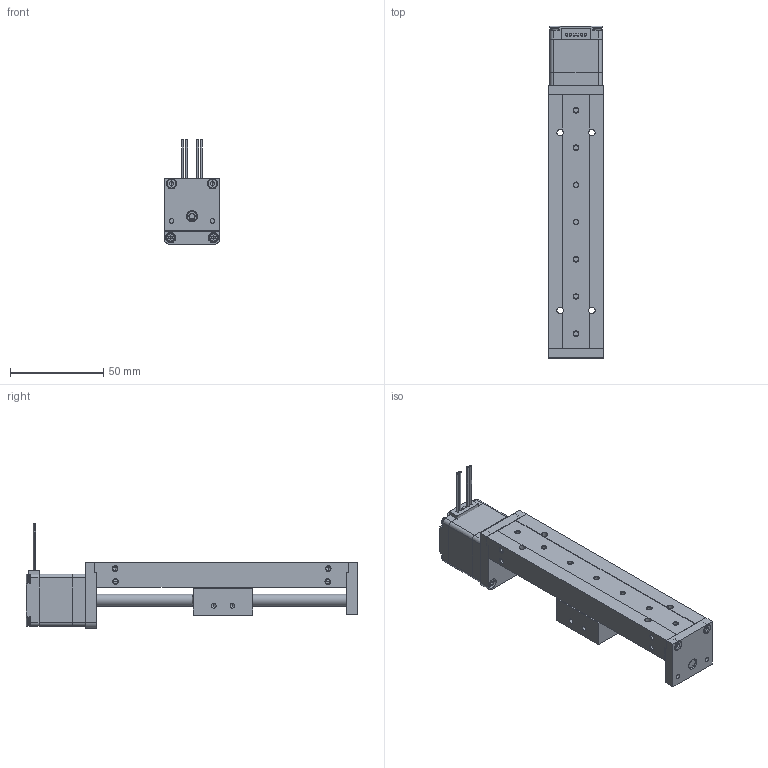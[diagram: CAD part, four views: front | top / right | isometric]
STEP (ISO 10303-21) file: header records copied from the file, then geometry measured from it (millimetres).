
FILE_DESCRIPTION (( 'STEP AP203' ), '1' );
FILE_NAME ('28MZ232-0674AST6.35X6.35X100.STEP', '2022-10-21T09:32:33', ( '' ), ( '' ), 'SwSTEP 2.0', 'SolidWorks 2020', '' );
FILE_SCHEMA (( 'CONFIG_CONTROL_DESIGN' ));
Length unit declared in the file: millimetre
Products named in the file (21): 28A-D13耀倰; 28隅赽耀倰; MGR9_temp-1^MGN9C1R132Z0C_GW202209027441_賑寢; 賑輸菁啣; MGN9C_衵猾_temp^MGN9C1R132Z0C_GW202209027441_賑寢; deep groove ball bearings gb_Rolling bearings 623 GB 276-94; hexagon socket head cap screws gb_GB_FASTENER_SCREWS_HSHCS M3X10-N; 賑寢; TR5x2佪裝; 賑輸奻菜輸.smg; 賑輸綴結啣; 齬脣; 28B-D13耀倰; 賑輸ヶ結啣; hexagon socket head cap screws gb_GB_FASTENER_SCREWS_HSHCS M2.5X6-N; 28H232-0674AST_28BYGH232-0674A; hexagon socket head cap screws gb_GB_FASTENER_SCREWS_HSHCS M3X6-N; MGN9C1R132Z0C_GW202209027441^賑寢; 28MZ232-0674AST6.35X6.35X100; M2.5蹟隊; 蹟譫
Assembly tree (40 placements, depth 4):
  28MZ232-0674AST6.35X6.35X100
    28H232-0674AST_28BYGH232-0674A
      28隅赽耀倰
      28A-D13耀倰
      28B-D13耀倰
      TR5x2佪裝
      齬脣
      M2.5蹟隊  x4
    賑輸ヶ結啣
    hexagon socket head cap screws gb_GB_FASTENER_SCREWS_HSHCS M2.5X6-N  x4
    deep groove ball bearings gb_Rolling bearings 623 GB 276-94
    賑輸菁啣
    賑輸綴結啣
    賑寢
      MGN9C1R132Z0C_GW202209027441^賑寢
        MGR9_temp-1^MGN9C1R132Z0C_GW202209027441_賑寢
        MGN9C_衵猾_temp^MGN9C1R132Z0C_GW202209027441_賑寢
    賑輸奻菜輸.smg
    蹟譫
    hexagon socket head cap screws gb_GB_FASTENER_SCREWS_HSHCS M3X10-N  x9
    hexagon socket head cap screws gb_GB_FASTENER_SCREWS_HSHCS M3X6-N  x7
Bounding box: 30 x 178.35 x 56 mm (x, y, z)
Volume: 84015.9 mm3; surface area: 56416 mm2
Topology: 46 solids, 46 shells, 1584 faces, 4104 edges, 2590 vertices
Faces by surface type: plane 710, cylinder 525, cone 172, torus 97, bspline 60, sphere 20
Entity records: 44353 total; most frequent: CARTESIAN_POINT 14719, ORIENTED_EDGE 5754, DIRECTION 5414, EDGE_CURVE 2877, AXIS2_PLACEMENT_3D 1938, VERTEX_POINT 1881, VECTOR 1538, LINE 1538
